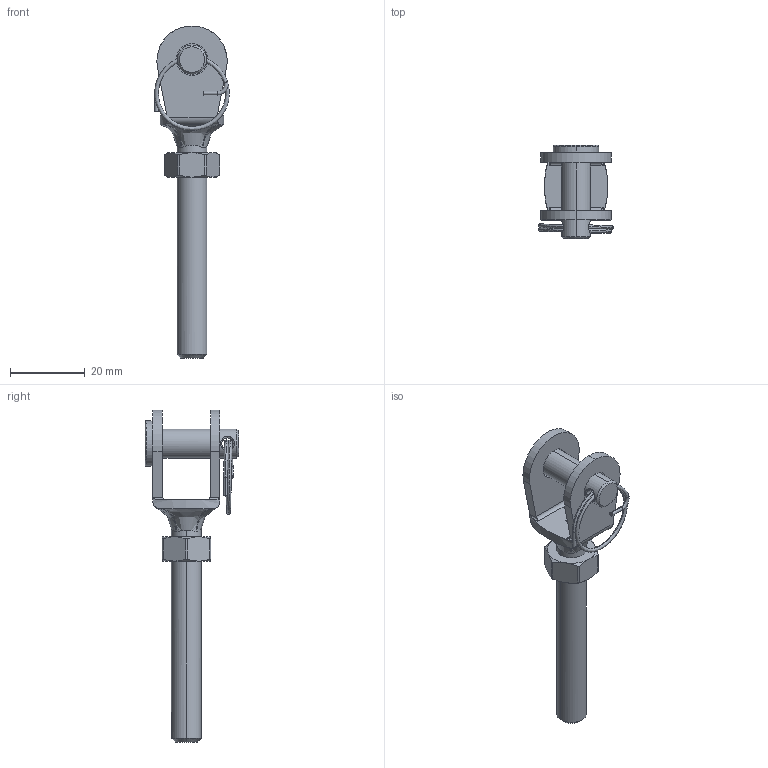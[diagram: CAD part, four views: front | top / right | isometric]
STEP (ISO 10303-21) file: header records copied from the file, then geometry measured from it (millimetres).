
FILE_DESCRIPTION (( 'STEP AP203' ), '1' );
FILE_NAME ('100058008.STEP', '2018-07-03T11:48:45', ( '' ), ( '' ), 'SwSTEP 2.0', 'SolidWorks 2015', '' );
FILE_SCHEMA (( 'CONFIG_CONTROL_DESIGN' ));
Length unit declared in the file: millimetre
Products named in the file (5): 10005800X Teil1_100058008 Teil1; DIN 934 M4-M20_58321-240-8; 100058008; 10005800X Teil3_100059008 Teil2; 10005800X Teil2_100058008 Teil2
Assembly tree (4 placements, depth 2):
  100058008
    10005800X Teil1_100058008 Teil1
    10005800X Teil2_100058008 Teil2
    10005800X Teil3_100059008 Teil2
    DIN 934 M4-M20_58321-240-8
Bounding box: 19.99 x 25 x 89 mm (x, y, z)
Volume: 7707.4 mm3; surface area: 5702.4 mm2
Topology: 4 solids, 4 shells, 337 faces, 859 edges, 560 vertices
Faces by surface type: bspline 147, plane 122, cylinder 38, cone 22, torus 8
Entity records: 23004 total; most frequent: CARTESIAN_POINT 15396, ORIENTED_EDGE 1718, DIRECTION 991, EDGE_CURVE 859, VERTEX_POINT 560, VECTOR 409, LINE 409, EDGE_LOOP 375
